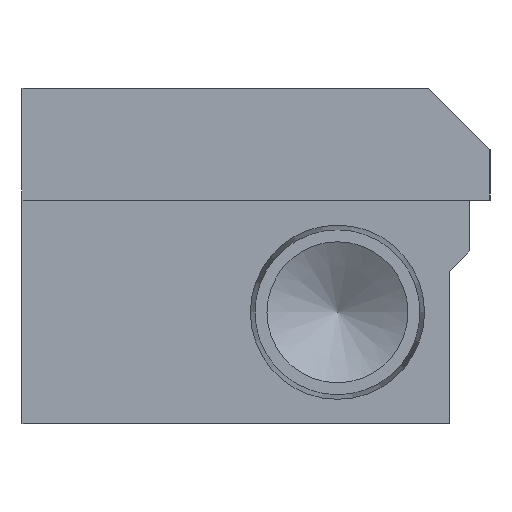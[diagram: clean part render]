
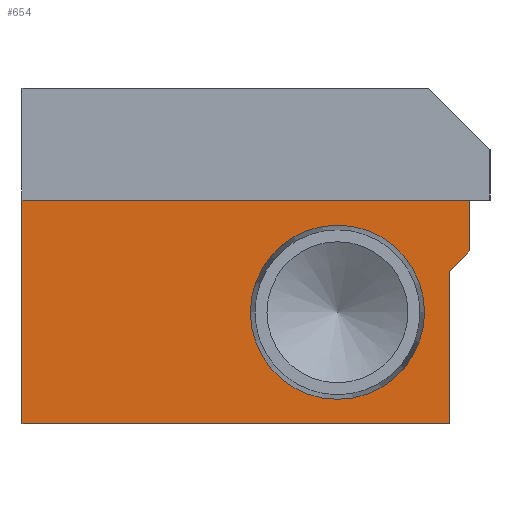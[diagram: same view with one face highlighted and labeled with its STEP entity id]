
A CAD part, left-side view. The second image highlights one B-rep face of the part: STEP entity #654.
In plain terms, the highlighted planar face has unit normal (-1, 0, 0).
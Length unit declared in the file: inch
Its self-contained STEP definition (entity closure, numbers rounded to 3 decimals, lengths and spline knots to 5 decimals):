
#146=CARTESIAN_POINT('',(-1.66765,-0.15605,-0.3445));
#147=VERTEX_POINT('',#146);
#148=CARTESIAN_POINT('',(-1.66765,0.11146,-0.3445));
#149=DIRECTION('',(1.0,0.0,0.0));
#150=DIRECTION('',(0.0,1.0,0.0));
#151=AXIS2_PLACEMENT_3D('',#148,#149,#150);
#152=CIRCLE('',#151,0.26751);
#153=EDGE_CURVE('',#147,#147,#152,.T.);
#525=CARTESIAN_POINT('',(-1.66765,1.08046,-0.6875));
#526=VERTEX_POINT('',#525);
#543=CARTESIAN_POINT('',(-1.66765,-0.23154,-0.6875));
#544=VERTEX_POINT('',#543);
#551=CARTESIAN_POINT('',(-1.66765,-0.23154,-0.6875));
#552=DIRECTION('',(0.0,1.0,0.0));
#553=VECTOR('',#552,1.312);
#554=LINE('',#551,#553);
#555=EDGE_CURVE('',#544,#526,#554,.T.);
#605=CARTESIAN_POINT('',(-1.66765,0.24521,-0.3445));
#606=DIRECTION('',(-1.0,0.0,0.0));
#607=DIRECTION('',(0.0,0.0,1.0));
#608=AXIS2_PLACEMENT_3D('',#605,#606,#607);
#609=PLANE('',#608);
#610=ORIENTED_EDGE('',*,*,#555,.F.);
#611=CARTESIAN_POINT('',(-1.66765,-0.23154,-0.21925));
#612=VERTEX_POINT('',#611);
#613=CARTESIAN_POINT('',(-1.66765,-0.23154,-0.21925));
#614=DIRECTION('',(0.0,0.0,-1.0));
#615=VECTOR('',#614,0.46825);
#616=LINE('',#613,#615);
#617=EDGE_CURVE('',#612,#544,#616,.T.);
#618=ORIENTED_EDGE('',*,*,#617,.F.);
#619=CARTESIAN_POINT('',(-1.66765,-0.29454,-0.15625));
#620=VERTEX_POINT('',#619);
#621=CARTESIAN_POINT('',(-1.66765,-0.29454,-0.15625));
#622=DIRECTION('',(0.0,0.707,-0.707));
#623=VECTOR('',#622,0.0891);
#624=LINE('',#621,#623);
#625=EDGE_CURVE('',#620,#612,#624,.T.);
#626=ORIENTED_EDGE('',*,*,#625,.F.);
#627=CARTESIAN_POINT('',(-1.66765,-0.29454,0.0));
#628=VERTEX_POINT('',#627);
#629=CARTESIAN_POINT('',(-1.66765,-0.29454,0.0));
#630=DIRECTION('',(0.0,0.0,-1.0));
#631=VECTOR('',#630,0.15625);
#632=LINE('',#629,#631);
#633=EDGE_CURVE('',#628,#620,#632,.T.);
#634=ORIENTED_EDGE('',*,*,#633,.F.);
#635=CARTESIAN_POINT('',(-1.66765,1.08046,0.0));
#636=VERTEX_POINT('',#635);
#637=CARTESIAN_POINT('',(-1.66765,1.08046,0.0));
#638=DIRECTION('',(0.0,-1.0,0.0));
#639=VECTOR('',#638,1.375);
#640=LINE('',#637,#639);
#641=EDGE_CURVE('',#636,#628,#640,.T.);
#642=ORIENTED_EDGE('',*,*,#641,.F.);
#643=CARTESIAN_POINT('',(-1.66765,1.08046,-0.6875));
#644=DIRECTION('',(0.0,0.0,1.0));
#645=VECTOR('',#644,0.6875);
#646=LINE('',#643,#645);
#647=EDGE_CURVE('',#526,#636,#646,.T.);
#648=ORIENTED_EDGE('',*,*,#647,.F.);
#649=EDGE_LOOP('',(#610,#618,#626,#634,#642,#648));
#650=FACE_OUTER_BOUND('',#649,.T.);
#651=ORIENTED_EDGE('',*,*,#153,.T.);
#652=EDGE_LOOP('',(#651));
#653=FACE_BOUND('',#652,.T.);
#654=ADVANCED_FACE('',(#650,#653),#609,.T.);
